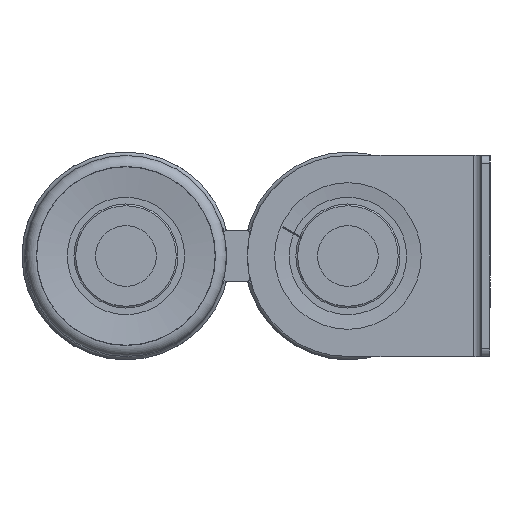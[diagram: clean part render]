
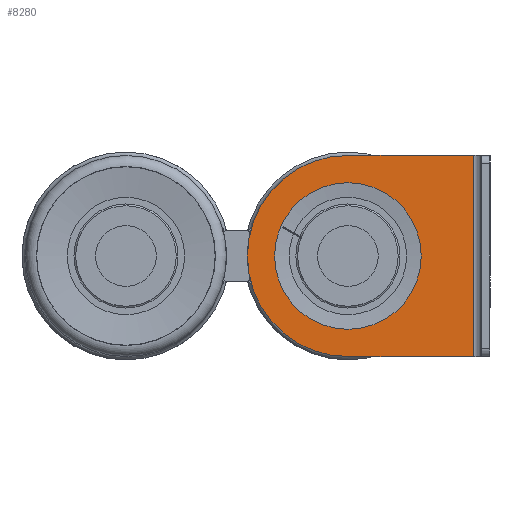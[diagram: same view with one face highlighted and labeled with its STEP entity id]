
A CAD part, left-side view. The second image highlights one B-rep face of the part: STEP entity #8280.
In plain terms, the highlighted planar face has unit normal (-1, 0, 0).
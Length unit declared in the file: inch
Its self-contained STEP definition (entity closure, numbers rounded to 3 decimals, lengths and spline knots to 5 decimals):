
#134 = VERTEX_POINT ( 'NONE', #7152 ) ;
#555 = CIRCLE ( 'NONE', #13797, 1.5 ) ;
#737 = CARTESIAN_POINT ( 'NONE',  ( -8.06272, -1.87, 1.5 ) ) ;
#952 = CARTESIAN_POINT ( 'NONE',  ( -8.06272, -1.87, -1.5 ) ) ;
#1227 = VERTEX_POINT ( 'NONE', #14131 ) ;
#2041 = CARTESIAN_POINT ( 'NONE',  ( -8.06272, 0., 0. ) ) ;
#2096 = DIRECTION ( 'NONE',  ( 0., 0., 1. ) ) ;
#2151 = FACE_BOUND ( 'NONE', #6586, .T. ) ;
#2244 = ORIENTED_EDGE ( 'NONE', *, *, #9343, .F. ) ;
#2329 = DIRECTION ( 'NONE',  ( 0., 0., 1. ) ) ;
#2363 = ORIENTED_EDGE ( 'NONE', *, *, #7808, .F. ) ;
#2447 = LINE ( 'NONE', #952, #11460 ) ;
#2457 = AXIS2_PLACEMENT_3D ( 'NONE', #2041, #5483, #2096 ) ;
#2878 = FACE_OUTER_BOUND ( 'NONE', #11797, .T. ) ;
#3070 = LINE ( 'NONE', #3626, #13306 ) ;
#3222 = PLANE ( 'NONE',  #5955 ) ;
#3234 = CARTESIAN_POINT ( 'NONE',  ( -8.06272, -1.87, 1.5 ) ) ;
#3289 = CARTESIAN_POINT ( 'NONE',  ( -8.06272, 0., 0. ) ) ;
#3435 = VERTEX_POINT ( 'NONE', #9298 ) ;
#3455 = CARTESIAN_POINT ( 'NONE',  ( -8.06272, -1.87, 1.5 ) ) ;
#3626 = CARTESIAN_POINT ( 'NONE',  ( -8.06272, -1.87, 1.5 ) ) ;
#4791 = CIRCLE ( 'NONE', #2457, 1.09375 ) ;
#5285 = CARTESIAN_POINT ( 'NONE',  ( -8.06272, 0., 0. ) ) ;
#5328 = CARTESIAN_POINT ( 'NONE',  ( -8.06272, 0., -1.5 ) ) ;
#5338 = DIRECTION ( 'NONE',  ( 0., 1., 0. ) ) ;
#5483 = DIRECTION ( 'NONE',  ( -1., 0., 0. ) ) ;
#5801 = DIRECTION ( 'NONE',  ( 0., 0., -1. ) ) ;
#5855 = EDGE_CURVE ( 'NONE', #134, #1227, #12288, .T. ) ;
#5934 = ORIENTED_EDGE ( 'NONE', *, *, #9747, .F. ) ;
#5955 = AXIS2_PLACEMENT_3D ( 'NONE', #737, #11113, #8825 ) ;
#6574 = AXIS2_PLACEMENT_3D ( 'NONE', #3289, #11137, #13406 ) ;
#6586 = EDGE_LOOP ( 'NONE', ( #2363 ) ) ;
#6831 = VERTEX_POINT ( 'NONE', #5328 ) ;
#7152 = CARTESIAN_POINT ( 'NONE',  ( -8.06272, 0., 1.5 ) ) ;
#7192 = ORIENTED_EDGE ( 'NONE', *, *, #5855, .T. ) ;
#7280 = CARTESIAN_POINT ( 'NONE',  ( -8.06272, -1.87, -1.5 ) ) ;
#7627 = EDGE_CURVE ( 'NONE', #10267, #134, #3070, .T. ) ;
#7808 = EDGE_CURVE ( 'NONE', #3435, #3435, #4791, .T. ) ;
#8280 = ADVANCED_FACE ( 'NONE', ( #2151, #2878 ), #3222, .T. ) ;
#8376 = EDGE_CURVE ( 'NONE', #1227, #6831, #555, .T. ) ;
#8825 = DIRECTION ( 'NONE',  ( 0., 0., 1. ) ) ;
#9238 = DIRECTION ( 'NONE',  ( -1., 0., 0. ) ) ;
#9298 = CARTESIAN_POINT ( 'NONE',  ( -8.06272, 0., 1.09375 ) ) ;
#9343 = EDGE_CURVE ( 'NONE', #10267, #9519, #9557, .T. ) ;
#9519 = VERTEX_POINT ( 'NONE', #7280 ) ;
#9557 = LINE ( 'NONE', #3455, #11299 ) ;
#9747 = EDGE_CURVE ( 'NONE', #9519, #6831, #2447, .T. ) ;
#10267 = VERTEX_POINT ( 'NONE', #3234 ) ;
#11113 = DIRECTION ( 'NONE',  ( -1., 0., 0. ) ) ;
#11137 = DIRECTION ( 'NONE',  ( -1., 0., 0. ) ) ;
#11299 = VECTOR ( 'NONE', #5801, 39.37008 ) ;
#11460 = VECTOR ( 'NONE', #5338, 39.37008 ) ;
#11797 = EDGE_LOOP ( 'NONE', ( #7192, #12717, #5934, #2244, #14578 ) ) ;
#12288 = CIRCLE ( 'NONE', #6574, 1.5 ) ;
#12717 = ORIENTED_EDGE ( 'NONE', *, *, #8376, .T. ) ;
#13306 = VECTOR ( 'NONE', #14142, 39.37008 ) ;
#13406 = DIRECTION ( 'NONE',  ( 0., 0., 1. ) ) ;
#13797 = AXIS2_PLACEMENT_3D ( 'NONE', #5285, #9238, #2329 ) ;
#14131 = CARTESIAN_POINT ( 'NONE',  ( -8.06272, 1.5, 0. ) ) ;
#14142 = DIRECTION ( 'NONE',  ( 0., 1., 0. ) ) ;
#14578 = ORIENTED_EDGE ( 'NONE', *, *, #7627, .T. ) ;
